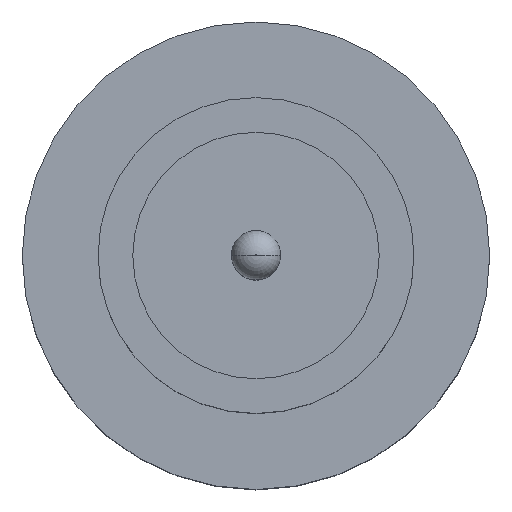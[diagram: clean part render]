
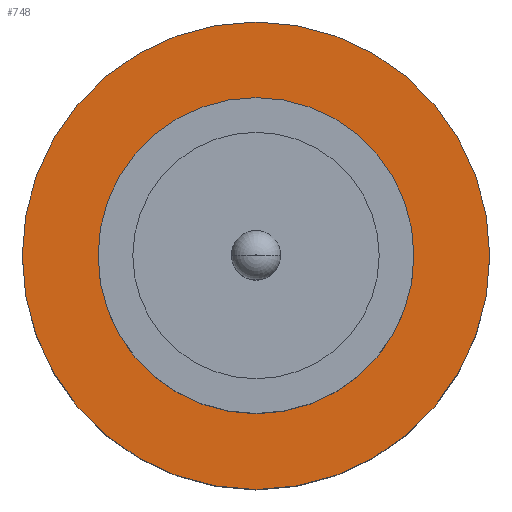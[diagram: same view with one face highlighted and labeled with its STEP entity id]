
A CAD part, top view. The second image highlights one B-rep face of the part: STEP entity #748.
In plain terms, the highlighted planar face has unit normal (0, 0, 1).
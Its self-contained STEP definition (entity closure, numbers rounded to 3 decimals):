
#39 = ORIENTED_EDGE ( 'NONE', *, *, #821, .T. ) ;
#43 = AXIS2_PLACEMENT_3D ( 'NONE', #451, #308, #648 ) ;
#62 = DIRECTION ( 'NONE',  ( 0., 0., 1. ) ) ;
#122 = FACE_BOUND ( 'NONE', #331, .T. ) ;
#158 = EDGE_CURVE ( 'NONE', #627, #719, #863, .T. ) ;
#163 = AXIS2_PLACEMENT_3D ( 'NONE', #199, #62, #415 ) ;
#183 = DIRECTION ( 'NONE',  ( 1., 0., 0. ) ) ;
#195 = EDGE_LOOP ( 'NONE', ( #39, #341 ) ) ;
#199 = CARTESIAN_POINT ( 'NONE',  ( 0., 0., 1.55 ) ) ;
#252 = DIRECTION ( 'NONE',  ( 0., 0., 1. ) ) ;
#258 = CARTESIAN_POINT ( 'NONE',  ( -1.85, 0., 1.55 ) ) ;
#284 = ORIENTED_EDGE ( 'NONE', *, *, #301, .F. ) ;
#301 = EDGE_CURVE ( 'NONE', #719, #627, #741, .T. ) ;
#305 = PLANE ( 'NONE',  #622 ) ;
#308 = DIRECTION ( 'NONE',  ( 0., 0., 1. ) ) ;
#331 = EDGE_LOOP ( 'NONE', ( #284, #689 ) ) ;
#341 = ORIENTED_EDGE ( 'NONE', *, *, #519, .T. ) ;
#348 = AXIS2_PLACEMENT_3D ( 'NONE', #873, #746, #880 ) ;
#359 = CIRCLE ( 'NONE', #163, 1.85 ) ;
#402 = CARTESIAN_POINT ( 'NONE',  ( 0., 0., 1.55 ) ) ;
#415 = DIRECTION ( 'NONE',  ( 1., 0., 0. ) ) ;
#436 = CARTESIAN_POINT ( 'NONE',  ( -1.25, 0., 1.55 ) ) ;
#451 = CARTESIAN_POINT ( 'NONE',  ( 0., 0., 1.55 ) ) ;
#470 = DIRECTION ( 'NONE',  ( 0., 0., 1. ) ) ;
#508 = VERTEX_POINT ( 'NONE', #690 ) ;
#515 = CARTESIAN_POINT ( 'NONE',  ( 1.25, 0., 1.55 ) ) ;
#519 = EDGE_CURVE ( 'NONE', #508, #772, #359, .T. ) ;
#525 = AXIS2_PLACEMENT_3D ( 'NONE', #889, #470, #614 ) ;
#614 = DIRECTION ( 'NONE',  ( 1., 0., 0. ) ) ;
#622 = AXIS2_PLACEMENT_3D ( 'NONE', #402, #252, #183 ) ;
#627 = VERTEX_POINT ( 'NONE', #436 ) ;
#648 = DIRECTION ( 'NONE',  ( 1., 0., 0. ) ) ;
#689 = ORIENTED_EDGE ( 'NONE', *, *, #158, .F. ) ;
#690 = CARTESIAN_POINT ( 'NONE',  ( 1.85, 0., 1.55 ) ) ;
#719 = VERTEX_POINT ( 'NONE', #515 ) ;
#741 = CIRCLE ( 'NONE', #348, 1.25 ) ;
#746 = DIRECTION ( 'NONE',  ( 0., 0., 1. ) ) ;
#748 = ADVANCED_FACE ( 'NONE', ( #122, #868 ), #305, .T. ) ;
#772 = VERTEX_POINT ( 'NONE', #258 ) ;
#821 = EDGE_CURVE ( 'NONE', #772, #508, #844, .T. ) ;
#844 = CIRCLE ( 'NONE', #525, 1.85 ) ;
#863 = CIRCLE ( 'NONE', #43, 1.25 ) ;
#868 = FACE_OUTER_BOUND ( 'NONE', #195, .T. ) ;
#873 = CARTESIAN_POINT ( 'NONE',  ( 0., 0., 1.55 ) ) ;
#880 = DIRECTION ( 'NONE',  ( 1., 0., 0. ) ) ;
#889 = CARTESIAN_POINT ( 'NONE',  ( 0., 0., 1.55 ) ) ;
